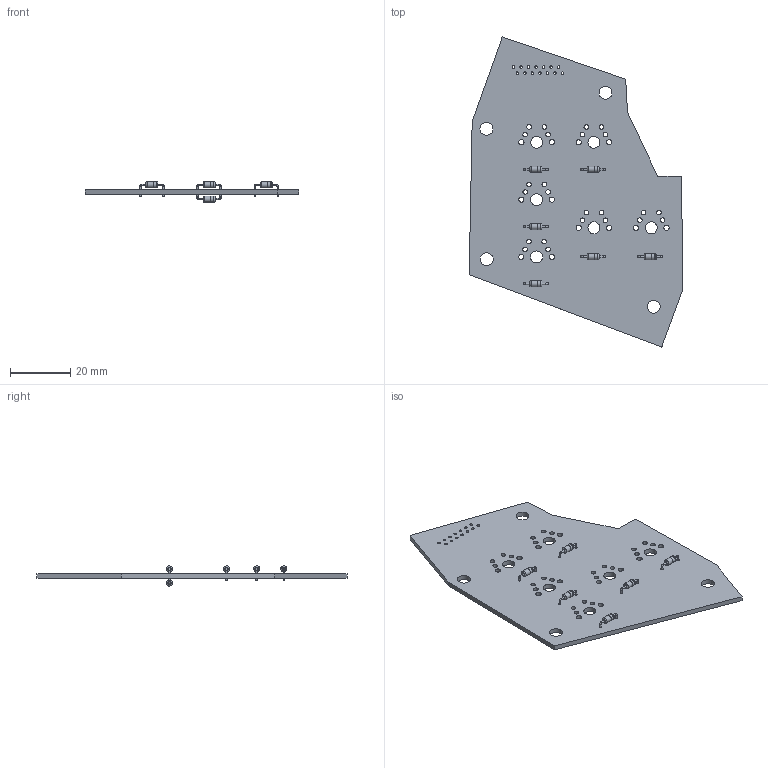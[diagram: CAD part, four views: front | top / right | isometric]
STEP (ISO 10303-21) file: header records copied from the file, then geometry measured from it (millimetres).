
FILE_DESCRIPTION(('KiCad electronic assembly'),'2;1');
FILE_NAME('kinesis-2040-thumb.step','2024-06-24T16:54:16',('Pcbnew'),( 'Kicad'),'Open CASCADE STEP processor 7.7','KiCad to STEP converter' ,'Unknown');
FILE_SCHEMA(('AUTOMOTIVE_DESIGN { 1 0 10303 214 1 1 1 1 }'));
Length unit declared in the file: millimetre
Products named in the file (4): kinesis-2040-thumb 1; D_DO-35_SOD27_P7.62mm_Horizontal; kinesis-2040-thumb_PCB
Assembly tree (9 placements, depth 3):
  kinesis-2040-thumb 1
    D_DO-35_SOD27_P7.62mm_Horizontal  x7
      D_DO-35_SOD27_P7.62mm_Horizontal
    kinesis-2040-thumb_PCB
Bounding box: 71 x 103 x 6.72 mm (x, y, z)
Volume: 8128 mm3; surface area: 11474.4 mm2
Topology: 15 solids, 15 shells, 195 faces, 411 edges, 260 vertices
Faces by surface type: cylinder 114, plane 53, torus 28
Full cylindrical faces by diameter (mm): 0.5 x21, 0.8 x12, 0.85 x14, 1.524 x24, 1.75 x12, 2 x14, 2.02 x7, 3.988 x6, 4.3 x4
Entity records: 3716 total; most frequent: DIRECTION 647, CARTESIAN_POINT 552, ORIENTED_EDGE 534, AXIS2_PLACEMENT_3D 271, EDGE_CURVE 267, FACE_BOUND 245, EDGE_LOOP 245, VERTEX_POINT 176
